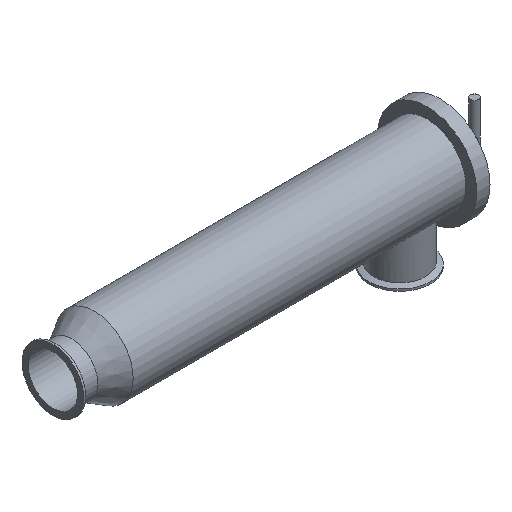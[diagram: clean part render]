
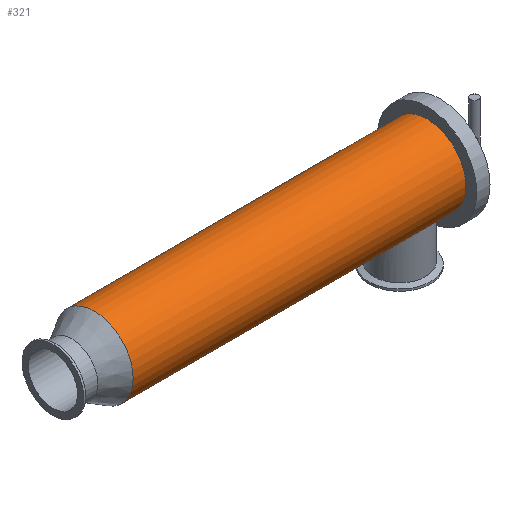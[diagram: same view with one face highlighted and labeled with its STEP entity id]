
A CAD part, isometric view. The second image highlights one B-rep face of the part: STEP entity #321.
In plain terms, the highlighted cylindrical face has radius 57.15 mm (diameter 114.3 mm), a full revolution.
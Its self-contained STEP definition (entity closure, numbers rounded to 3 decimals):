
#18=B_SPLINE_CURVE_WITH_KNOTS('',3,(#526,#527,#528,#529,#530,#531,#532,
#533,#534,#535,#536,#537,#538,#539,#540,#541,#542,#543),.UNSPECIFIED.,.F.,
 .F.,(4,2,2,2,2,2,2,2,4),(0.,0.753,1.505,2.258,
3.011,3.755,4.5,5.244,5.988),
 .UNSPECIFIED.);
#19=B_SPLINE_CURVE_WITH_KNOTS('',3,(#545,#546,#547,#548,#549,#550,#551,
#552,#553,#554,#555,#556,#557,#558,#559,#560,#561,#562),.UNSPECIFIED.,.F.,
 .F.,(4,2,2,2,2,2,2,2,4),(17.965,18.709,19.453,
20.198,20.942,21.695,22.447,23.2,
23.953),.UNSPECIFIED.);
#20=B_SPLINE_CURVE_WITH_KNOTS('',3,(#563,#564,#565,#566,#567,#568,#569,
#570,#571,#572,#573,#574,#575,#576,#577,#578,#579,#580,#581,#582,#583,#584,
#585,#586,#587,#588,#589,#590,#591,#592,#593,#594,#595,#596),
 .UNSPECIFIED.,.F.,.F.,(4,2,2,2,2,2,2,2,2,2,2,2,2,2,2,2,4),(5.988,
6.733,7.477,8.221,8.966,9.718,
10.471,11.224,11.976,12.729,13.482,
14.235,14.987,15.732,16.476,17.22,
17.965),.UNSPECIFIED.);
#55=FACE_OUTER_BOUND('',#83,.T.);
#83=EDGE_LOOP('',(#262,#263,#264,#265,#266,#267,#268,#269,#270));
#100=LINE('',#701,#115);
#101=LINE('',#702,#116);
#115=VECTOR('',#468,57.15);
#116=VECTOR('',#469,57.15);
#133=CIRCLE('',#378,57.15);
#134=CIRCLE('',#380,57.15);
#148=VERTEX_POINT('',#523);
#149=VERTEX_POINT('',#525);
#150=VERTEX_POINT('',#544);
#160=VERTEX_POINT('',#696);
#161=VERTEX_POINT('',#699);
#178=EDGE_CURVE('',#149,#148,#18,.T.);
#179=EDGE_CURVE('',#150,#149,#19,.T.);
#180=EDGE_CURVE('',#148,#150,#20,.T.);
#195=EDGE_CURVE('',#160,#160,#133,.T.);
#196=EDGE_CURVE('',#161,#161,#134,.T.);
#197=EDGE_CURVE('',#161,#150,#100,.T.);
#198=EDGE_CURVE('',#148,#160,#101,.T.);
#262=ORIENTED_EDGE('',*,*,#196,.F.);
#263=ORIENTED_EDGE('',*,*,#197,.T.);
#264=ORIENTED_EDGE('',*,*,#179,.T.);
#265=ORIENTED_EDGE('',*,*,#178,.T.);
#266=ORIENTED_EDGE('',*,*,#198,.T.);
#267=ORIENTED_EDGE('',*,*,#195,.T.);
#268=ORIENTED_EDGE('',*,*,#198,.F.);
#269=ORIENTED_EDGE('',*,*,#180,.T.);
#270=ORIENTED_EDGE('',*,*,#197,.F.);
#302=CYLINDRICAL_SURFACE('',#379,57.15);
#321=ADVANCED_FACE('',(#55),#302,.T.);
#378=AXIS2_PLACEMENT_3D('',#697,#462,#463);
#379=AXIS2_PLACEMENT_3D('',#698,#464,#465);
#380=AXIS2_PLACEMENT_3D('',#700,#466,#467);
#462=DIRECTION('center_axis',(-1.,0.,0.));
#463=DIRECTION('ref_axis',(0.,0.,1.));
#464=DIRECTION('center_axis',(-1.,0.,0.));
#465=DIRECTION('ref_axis',(0.,0.,1.));
#466=DIRECTION('center_axis',(-1.,0.,0.));
#467=DIRECTION('ref_axis',(0.,0.,1.));
#468=DIRECTION('',(1.,0.,0.));
#469=DIRECTION('',(1.,0.,0.));
#523=CARTESIAN_POINT('',(38.15,0.,-57.15));
#525=CARTESIAN_POINT('',(0.,-38.15,-42.552));
#526=CARTESIAN_POINT('Ctrl Pts',(0.,-38.15,-42.552));
#527=CARTESIAN_POINT('Ctrl Pts',(2.509,-38.15,-42.552));
#528=CARTESIAN_POINT('Ctrl Pts',(5.057,-37.899,-42.781));
#529=CARTESIAN_POINT('Ctrl Pts',(10.053,-36.89,-43.654));
#530=CARTESIAN_POINT('Ctrl Pts',(12.501,-36.132,-44.296));
#531=CARTESIAN_POINT('Ctrl Pts',(17.155,-34.169,-45.828));
#532=CARTESIAN_POINT('Ctrl Pts',(19.366,-32.961,-46.716));
#533=CARTESIAN_POINT('Ctrl Pts',(23.447,-30.195,-48.55));
#534=CARTESIAN_POINT('Ctrl Pts',(25.317,-28.635,-49.494));
#535=CARTESIAN_POINT('Ctrl Pts',(28.617,-25.335,-51.261));
#536=CARTESIAN_POINT('Ctrl Pts',(30.173,-23.475,-52.153));
#537=CARTESIAN_POINT('Ctrl Pts',(32.946,-19.393,-53.804));
#538=CARTESIAN_POINT('Ctrl Pts',(34.162,-17.171,-54.563));
#539=CARTESIAN_POINT('Ctrl Pts',(36.137,-12.49,-55.821));
#540=CARTESIAN_POINT('Ctrl Pts',(36.897,-10.026,-56.32));
#541=CARTESIAN_POINT('Ctrl Pts',(37.904,-5.022,-56.985));
#542=CARTESIAN_POINT('Ctrl Pts',(38.15,-2.481,-57.15));
#543=CARTESIAN_POINT('Ctrl Pts',(38.15,0.,-57.15));
#544=CARTESIAN_POINT('',(-38.15,0.,-57.15));
#545=CARTESIAN_POINT('Ctrl Pts',(-38.15,0.,-57.15));
#546=CARTESIAN_POINT('Ctrl Pts',(-38.15,-2.481,-57.15));
#547=CARTESIAN_POINT('Ctrl Pts',(-37.904,-5.022,-56.985));
#548=CARTESIAN_POINT('Ctrl Pts',(-36.897,-10.026,-56.32));
#549=CARTESIAN_POINT('Ctrl Pts',(-36.137,-12.49,-55.821));
#550=CARTESIAN_POINT('Ctrl Pts',(-34.162,-17.171,-54.563));
#551=CARTESIAN_POINT('Ctrl Pts',(-32.946,-19.393,-53.804));
#552=CARTESIAN_POINT('Ctrl Pts',(-30.173,-23.475,-52.153));
#553=CARTESIAN_POINT('Ctrl Pts',(-28.617,-25.335,-51.261));
#554=CARTESIAN_POINT('Ctrl Pts',(-25.317,-28.635,-49.494));
#555=CARTESIAN_POINT('Ctrl Pts',(-23.447,-30.195,-48.55));
#556=CARTESIAN_POINT('Ctrl Pts',(-19.366,-32.961,-46.716));
#557=CARTESIAN_POINT('Ctrl Pts',(-17.155,-34.169,-45.828));
#558=CARTESIAN_POINT('Ctrl Pts',(-12.501,-36.132,-44.296));
#559=CARTESIAN_POINT('Ctrl Pts',(-10.053,-36.89,-43.654));
#560=CARTESIAN_POINT('Ctrl Pts',(-5.057,-37.899,-42.781));
#561=CARTESIAN_POINT('Ctrl Pts',(-2.509,-38.15,-42.552));
#562=CARTESIAN_POINT('Ctrl Pts',(0.,-38.15,-42.552));
#563=CARTESIAN_POINT('Ctrl Pts',(38.15,0.,-57.15));
#564=CARTESIAN_POINT('Ctrl Pts',(38.15,2.481,-57.15));
#565=CARTESIAN_POINT('Ctrl Pts',(37.904,5.022,-56.985));
#566=CARTESIAN_POINT('Ctrl Pts',(36.897,10.026,-56.32));
#567=CARTESIAN_POINT('Ctrl Pts',(36.137,12.49,-55.821));
#568=CARTESIAN_POINT('Ctrl Pts',(34.162,17.171,-54.563));
#569=CARTESIAN_POINT('Ctrl Pts',(32.946,19.393,-53.804));
#570=CARTESIAN_POINT('Ctrl Pts',(30.173,23.475,-52.153));
#571=CARTESIAN_POINT('Ctrl Pts',(28.617,25.335,-51.261));
#572=CARTESIAN_POINT('Ctrl Pts',(25.317,28.635,-49.494));
#573=CARTESIAN_POINT('Ctrl Pts',(23.447,30.195,-48.55));
#574=CARTESIAN_POINT('Ctrl Pts',(19.366,32.961,-46.716));
#575=CARTESIAN_POINT('Ctrl Pts',(17.155,34.169,-45.828));
#576=CARTESIAN_POINT('Ctrl Pts',(12.501,36.132,-44.296));
#577=CARTESIAN_POINT('Ctrl Pts',(10.053,36.89,-43.654));
#578=CARTESIAN_POINT('Ctrl Pts',(5.057,37.899,-42.781));
#579=CARTESIAN_POINT('Ctrl Pts',(2.509,38.15,-42.552));
#580=CARTESIAN_POINT('Ctrl Pts',(-2.509,38.15,-42.552));
#581=CARTESIAN_POINT('Ctrl Pts',(-5.057,37.899,-42.781));
#582=CARTESIAN_POINT('Ctrl Pts',(-10.053,36.89,-43.654));
#583=CARTESIAN_POINT('Ctrl Pts',(-12.501,36.132,-44.296));
#584=CARTESIAN_POINT('Ctrl Pts',(-17.155,34.169,-45.828));
#585=CARTESIAN_POINT('Ctrl Pts',(-19.366,32.961,-46.716));
#586=CARTESIAN_POINT('Ctrl Pts',(-23.447,30.195,-48.55));
#587=CARTESIAN_POINT('Ctrl Pts',(-25.317,28.635,-49.494));
#588=CARTESIAN_POINT('Ctrl Pts',(-28.617,25.335,-51.261));
#589=CARTESIAN_POINT('Ctrl Pts',(-30.173,23.475,-52.153));
#590=CARTESIAN_POINT('Ctrl Pts',(-32.946,19.393,-53.804));
#591=CARTESIAN_POINT('Ctrl Pts',(-34.162,17.171,-54.563));
#592=CARTESIAN_POINT('Ctrl Pts',(-36.137,12.49,-55.821));
#593=CARTESIAN_POINT('Ctrl Pts',(-36.897,10.026,-56.32));
#594=CARTESIAN_POINT('Ctrl Pts',(-37.904,5.022,-56.985));
#595=CARTESIAN_POINT('Ctrl Pts',(-38.15,2.481,-57.15));
#596=CARTESIAN_POINT('Ctrl Pts',(-38.15,0.,-57.15));
#696=CARTESIAN_POINT('',(40.4,0.,-57.15));
#697=CARTESIAN_POINT('Origin',(40.4,0.,0.));
#698=CARTESIAN_POINT('Origin',(-204.346,0.,0.));
#699=CARTESIAN_POINT('',(-449.091,0.,-57.15));
#700=CARTESIAN_POINT('Origin',(-449.091,0.,0.));
#701=CARTESIAN_POINT('',(-204.346,0.,-57.15));
#702=CARTESIAN_POINT('',(-204.346,0.,-57.15));
